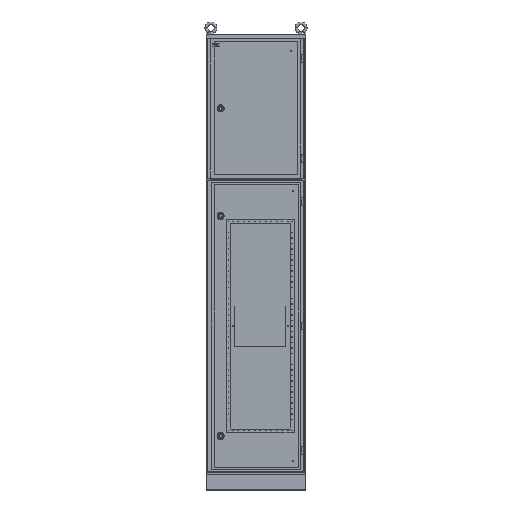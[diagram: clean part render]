
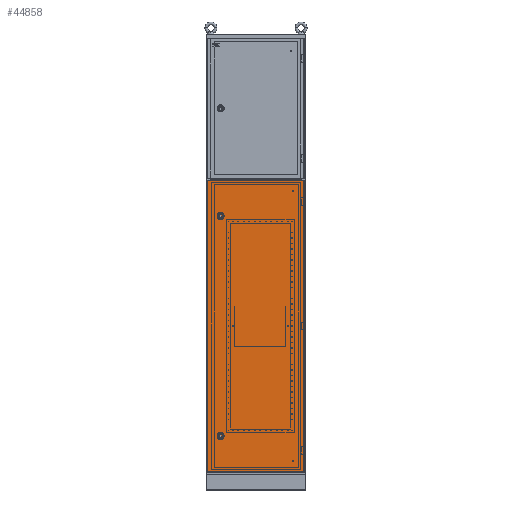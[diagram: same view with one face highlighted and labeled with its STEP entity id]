
A CAD part, top view. The second image highlights one B-rep face of the part: STEP entity #44858.
In plain terms, the highlighted planar face has unit normal (0, 0, 1).
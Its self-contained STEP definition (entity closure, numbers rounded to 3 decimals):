
#625 = CARTESIAN_POINT ( 'NONE',  ( 0., 663.5, 0. ) ) ;
#757 = LINE ( 'NONE', #82859, #67935 ) ;
#2639 = CIRCLE ( 'NONE', #14909, 1.5 ) ;
#3195 = CARTESIAN_POINT ( 'NONE',  ( 60., 500., 0. ) ) ;
#3696 = ORIENTED_EDGE ( 'NONE', *, *, #10445, .T. ) ;
#5060 = EDGE_CURVE ( 'NONE', #12598, #79276, #14457, .T. ) ;
#5449 = CIRCLE ( 'NONE', #51380, 1.5 ) ;
#5926 = DIRECTION ( 'NONE',  ( 1., 0., 0. ) ) ;
#6272 = CARTESIAN_POINT ( 'NONE',  ( 440.5, 663.5, 0. ) ) ;
#7664 = EDGE_CURVE ( 'NONE', #43561, #80524, #70468, .T. ) ;
#8864 = DIRECTION ( 'NONE',  ( 0., 0., 1. ) ) ;
#9640 = CARTESIAN_POINT ( 'NONE',  ( 61.5, -500., 0. ) ) ;
#9785 = DIRECTION ( 'NONE',  ( 1., 0., 0. ) ) ;
#10445 = EDGE_CURVE ( 'NONE', #16006, #78683, #757, .T. ) ;
#10851 = ORIENTED_EDGE ( 'NONE', *, *, #49463, .F. ) ;
#11334 = EDGE_CURVE ( 'NONE', #23706, #12909, #2639, .T. ) ;
#12598 = VERTEX_POINT ( 'NONE', #6272 ) ;
#12714 = CARTESIAN_POINT ( 'NONE',  ( 0., 663.5, 0. ) ) ;
#12909 = VERTEX_POINT ( 'NONE', #9640 ) ;
#12950 = DIRECTION ( 'NONE',  ( -1., 0., 0. ) ) ;
#13428 = LINE ( 'NONE', #69021, #46002 ) ;
#13810 = DIRECTION ( 'NONE',  ( 0., 0., 1. ) ) ;
#14457 = LINE ( 'NONE', #625, #46994 ) ;
#14909 = AXIS2_PLACEMENT_3D ( 'NONE', #34255, #79546, #40745 ) ;
#15324 = CARTESIAN_POINT ( 'NONE',  ( 58.5, -500., 0. ) ) ;
#15934 = VECTOR ( 'NONE', #32410, 1000. ) ;
#16006 = VERTEX_POINT ( 'NONE', #31288 ) ;
#17634 = EDGE_CURVE ( 'NONE', #78683, #12598, #13428, .T. ) ;
#20007 = FACE_BOUND ( 'NONE', #31678, .T. ) ;
#23706 = VERTEX_POINT ( 'NONE', #15324 ) ;
#28511 = CARTESIAN_POINT ( 'NONE',  ( 0., 663.5, 0. ) ) ;
#31278 = DIRECTION ( 'NONE',  ( 1., 0., 0. ) ) ;
#31288 = CARTESIAN_POINT ( 'NONE',  ( 0., -663.5, 0. ) ) ;
#31375 = ORIENTED_EDGE ( 'NONE', *, *, #5060, .T. ) ;
#31678 = EDGE_LOOP ( 'NONE', ( #65730, #73870 ) ) ;
#32298 = AXIS2_PLACEMENT_3D ( 'NONE', #3195, #48773, #9785 ) ;
#32410 = DIRECTION ( 'NONE',  ( 0., -1., 0. ) ) ;
#33272 = LINE ( 'NONE', #12714, #15934 ) ;
#34255 = CARTESIAN_POINT ( 'NONE',  ( 60., -500., 0. ) ) ;
#36444 = ORIENTED_EDGE ( 'NONE', *, *, #45508, .T. ) ;
#37463 = EDGE_LOOP ( 'NONE', ( #75894, #10851 ) ) ;
#40745 = DIRECTION ( 'NONE',  ( -1., 0., 0. ) ) ;
#41382 = CARTESIAN_POINT ( 'NONE',  ( 58.5, 500., 0. ) ) ;
#42346 = CARTESIAN_POINT ( 'NONE',  ( 61.5, 500., 0. ) ) ;
#43561 = VERTEX_POINT ( 'NONE', #42346 ) ;
#44858 = ADVANCED_FACE ( 'NONE', ( #20007, #69733, #54548 ), #64214, .T. ) ;
#44970 = DIRECTION ( 'NONE',  ( 0., 0., 1. ) ) ;
#45508 = EDGE_CURVE ( 'NONE', #79276, #16006, #33272, .T. ) ;
#46002 = VECTOR ( 'NONE', #74981, 1000. ) ;
#46994 = VECTOR ( 'NONE', #12950, 1000. ) ;
#47882 = CARTESIAN_POINT ( 'NONE',  ( 60., 500., 0. ) ) ;
#48196 = EDGE_LOOP ( 'NONE', ( #36444, #3696, #55668, #31375 ) ) ;
#48773 = DIRECTION ( 'NONE',  ( 0., 0., 1. ) ) ;
#48987 = AXIS2_PLACEMENT_3D ( 'NONE', #47882, #8864, #54425 ) ;
#49463 = EDGE_CURVE ( 'NONE', #80524, #43561, #75969, .T. ) ;
#51336 = EDGE_CURVE ( 'NONE', #12909, #23706, #5449, .T. ) ;
#51380 = AXIS2_PLACEMENT_3D ( 'NONE', #52726, #13810, #59223 ) ;
#52726 = CARTESIAN_POINT ( 'NONE',  ( 60., -500., 0. ) ) ;
#52983 = CARTESIAN_POINT ( 'NONE',  ( 440.5, -663.5, 0. ) ) ;
#54425 = DIRECTION ( 'NONE',  ( 1., 0., 0. ) ) ;
#54548 = FACE_OUTER_BOUND ( 'NONE', #48196, .T. ) ;
#55668 = ORIENTED_EDGE ( 'NONE', *, *, #17634, .T. ) ;
#59223 = DIRECTION ( 'NONE',  ( -1., 0., 0. ) ) ;
#64214 = PLANE ( 'NONE',  #77072 ) ;
#65730 = ORIENTED_EDGE ( 'NONE', *, *, #51336, .F. ) ;
#67935 = VECTOR ( 'NONE', #31278, 1000. ) ;
#69021 = CARTESIAN_POINT ( 'NONE',  ( 440.5, 663.5, 0. ) ) ;
#69733 = FACE_BOUND ( 'NONE', #37463, .T. ) ;
#70468 = CIRCLE ( 'NONE', #48987, 1.5 ) ;
#73870 = ORIENTED_EDGE ( 'NONE', *, *, #11334, .F. ) ;
#74981 = DIRECTION ( 'NONE',  ( 0., 1., 0. ) ) ;
#75894 = ORIENTED_EDGE ( 'NONE', *, *, #7664, .F. ) ;
#75969 = CIRCLE ( 'NONE', #32298, 1.5 ) ;
#77072 = AXIS2_PLACEMENT_3D ( 'NONE', #77240, #44970, #5926 ) ;
#77240 = CARTESIAN_POINT ( 'NONE',  ( 0., 0., 0. ) ) ;
#78683 = VERTEX_POINT ( 'NONE', #52983 ) ;
#79276 = VERTEX_POINT ( 'NONE', #28511 ) ;
#79546 = DIRECTION ( 'NONE',  ( 0., 0., 1. ) ) ;
#80524 = VERTEX_POINT ( 'NONE', #41382 ) ;
#82859 = CARTESIAN_POINT ( 'NONE',  ( 0., -663.5, 0. ) ) ;
